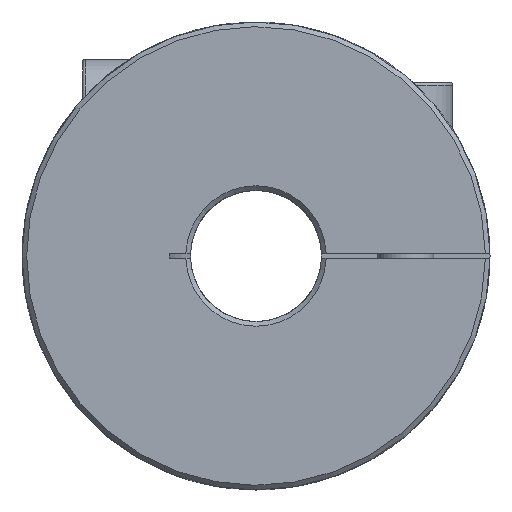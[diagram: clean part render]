
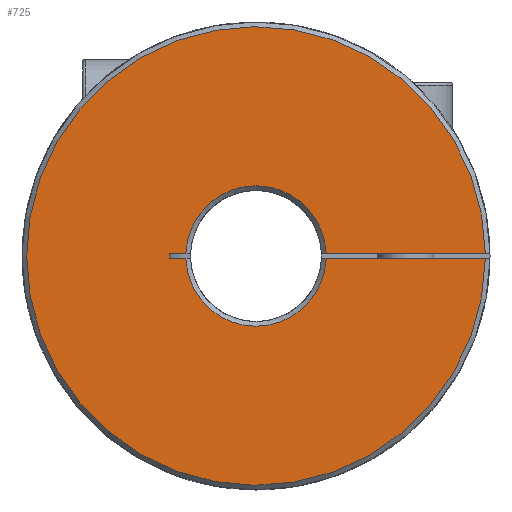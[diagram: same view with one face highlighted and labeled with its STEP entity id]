
A CAD part, left-side view. The second image highlights one B-rep face of the part: STEP entity #725.
In plain terms, the highlighted planar face has unit normal (-1, 0, 0).
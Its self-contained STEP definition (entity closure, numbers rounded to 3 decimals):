
#223 = EDGE_CURVE ( 'NONE', #1299, #1300, #2743, .T. ) ;
#239 = EDGE_CURVE ( 'NONE', #1315, #1316, #2754, .T. ) ;
#241 = EDGE_CURVE ( 'NONE', #1300, #1317, #2763, .T. ) ;
#246 = EDGE_CURVE ( 'NONE', #1315, #1314, #2772, .T. ) ;
#247 = EDGE_CURVE ( 'NONE', #1313, #1314, #2767, .T. ) ;
#248 = EDGE_CURVE ( 'NONE', #1316, #1317, #2773, .T. ) ;
#249 = EDGE_CURVE ( 'NONE', #1318, #1299, #2775, .T. ) ;
#251 = EDGE_CURVE ( 'NONE', #1313, #1318, #2781, .T. ) ;
#534 = EDGE_LOOP ( 'NONE', ( #815, #816, #817, #818, #819, #820, #821, #822 ) ) ;
#725 = ADVANCED_FACE ( 'NONE', ( #2923 ), #3441, .T. ) ;
#815 = ORIENTED_EDGE ( 'NONE', *, *, #247, .T. ) ;
#816 = ORIENTED_EDGE ( 'NONE', *, *, #246, .F. ) ;
#817 = ORIENTED_EDGE ( 'NONE', *, *, #239, .T. ) ;
#818 = ORIENTED_EDGE ( 'NONE', *, *, #248, .T. ) ;
#819 = ORIENTED_EDGE ( 'NONE', *, *, #241, .F. ) ;
#820 = ORIENTED_EDGE ( 'NONE', *, *, #223, .F. ) ;
#821 = ORIENTED_EDGE ( 'NONE', *, *, #249, .F. ) ;
#822 = ORIENTED_EDGE ( 'NONE', *, *, #251, .F. ) ;
#1299 = VERTEX_POINT ( 'NONE', #3844 ) ;
#1300 = VERTEX_POINT ( 'NONE', #3845 ) ;
#1313 = VERTEX_POINT ( 'NONE', #3858 ) ;
#1314 = VERTEX_POINT ( 'NONE', #3859 ) ;
#1315 = VERTEX_POINT ( 'NONE', #3860 ) ;
#1316 = VERTEX_POINT ( 'NONE', #3861 ) ;
#1317 = VERTEX_POINT ( 'NONE', #3862 ) ;
#1318 = VERTEX_POINT ( 'NONE', #3863 ) ;
#1895 = AXIS2_PLACEMENT_3D ( 'NONE', #2635, #2646, #2647 ) ;
#1912 = AXIS2_PLACEMENT_3D ( 'NONE', #3051, #3053, #3054 ) ;
#1915 = AXIS2_PLACEMENT_3D ( 'NONE', #3036, #3040, #3041 ) ;
#1963 = AXIS2_PLACEMENT_3D ( 'NONE', #3437, #3444, #3445 ) ;
#2635 = CARTESIAN_POINT ( 'NONE',  ( -29., 0., 0. ) ) ;
#2646 = DIRECTION ( 'NONE',  ( -1., 0., 0. ) ) ;
#2647 = DIRECTION ( 'NONE',  ( 0., 1., 0. ) ) ;
#2743 = CIRCLE ( 'NONE', #1895, 7.5 ) ;
#2748 = VECTOR ( 'NONE', #3027, 1000. ) ;
#2754 = LINE ( 'NONE', #3017, #2762 ) ;
#2762 = VECTOR ( 'NONE', #3021, 1000. ) ;
#2763 = LINE ( 'NONE', #3026, #2748 ) ;
#2767 = LINE ( 'NONE', #3042, #2768 ) ;
#2768 = VECTOR ( 'NONE', #3043, 1000. ) ;
#2772 = CIRCLE ( 'NONE', #1915, 7.5 ) ;
#2773 = LINE ( 'NONE', #3044, #2774 ) ;
#2774 = VECTOR ( 'NONE', #3045, 1000. ) ;
#2775 = LINE ( 'NONE', #3046, #2776 ) ;
#2776 = VECTOR ( 'NONE', #3047, 1000. ) ;
#2781 = CIRCLE ( 'NONE', #1912, 24.5 ) ;
#2923 = FACE_OUTER_BOUND ( 'NONE', #534, .T. ) ;
#3017 = CARTESIAN_POINT ( 'NONE',  ( -29., 9.25, -0.25 ) ) ;
#3021 = DIRECTION ( 'NONE',  ( 0., 1., 0. ) ) ;
#3026 = CARTESIAN_POINT ( 'NONE',  ( -29., 9.25, 0.25 ) ) ;
#3027 = DIRECTION ( 'NONE',  ( 0., 1., 0. ) ) ;
#3036 = CARTESIAN_POINT ( 'NONE',  ( -29., 0., 0. ) ) ;
#3040 = DIRECTION ( 'NONE',  ( -1., 0., 0. ) ) ;
#3041 = DIRECTION ( 'NONE',  ( 0., 1., 0. ) ) ;
#3042 = CARTESIAN_POINT ( 'NONE',  ( -29., 9.25, -0.25 ) ) ;
#3043 = DIRECTION ( 'NONE',  ( 0., 1., 0. ) ) ;
#3044 = CARTESIAN_POINT ( 'NONE',  ( -29., 9.25, -0.25 ) ) ;
#3045 = DIRECTION ( 'NONE',  ( 0., 0., 1. ) ) ;
#3046 = CARTESIAN_POINT ( 'NONE',  ( -29., 9.25, 0.25 ) ) ;
#3047 = DIRECTION ( 'NONE',  ( 0., 1., 0. ) ) ;
#3051 = CARTESIAN_POINT ( 'NONE',  ( -29., 0., 0. ) ) ;
#3053 = DIRECTION ( 'NONE',  ( 1., 0., 0. ) ) ;
#3054 = DIRECTION ( 'NONE',  ( 0., 1., 0. ) ) ;
#3437 = CARTESIAN_POINT ( 'NONE',  ( -29., 0., 0. ) ) ;
#3441 = PLANE ( 'NONE',  #1963 ) ;
#3444 = DIRECTION ( 'NONE',  ( -1., 0., 0. ) ) ;
#3445 = DIRECTION ( 'NONE',  ( 0., 1., 0. ) ) ;
#3844 = CARTESIAN_POINT ( 'NONE',  ( -29., -7.496, 0.25 ) ) ;
#3845 = CARTESIAN_POINT ( 'NONE',  ( -29., 7.496, 0.25 ) ) ;
#3858 = CARTESIAN_POINT ( 'NONE',  ( -29., -24.499, -0.25 ) ) ;
#3859 = CARTESIAN_POINT ( 'NONE',  ( -29., -7.496, -0.25 ) ) ;
#3860 = CARTESIAN_POINT ( 'NONE',  ( -29., 7.496, -0.25 ) ) ;
#3861 = CARTESIAN_POINT ( 'NONE',  ( -29., 9.25, -0.25 ) ) ;
#3862 = CARTESIAN_POINT ( 'NONE',  ( -29., 9.25, 0.25 ) ) ;
#3863 = CARTESIAN_POINT ( 'NONE',  ( -29., -24.499, 0.25 ) ) ;
